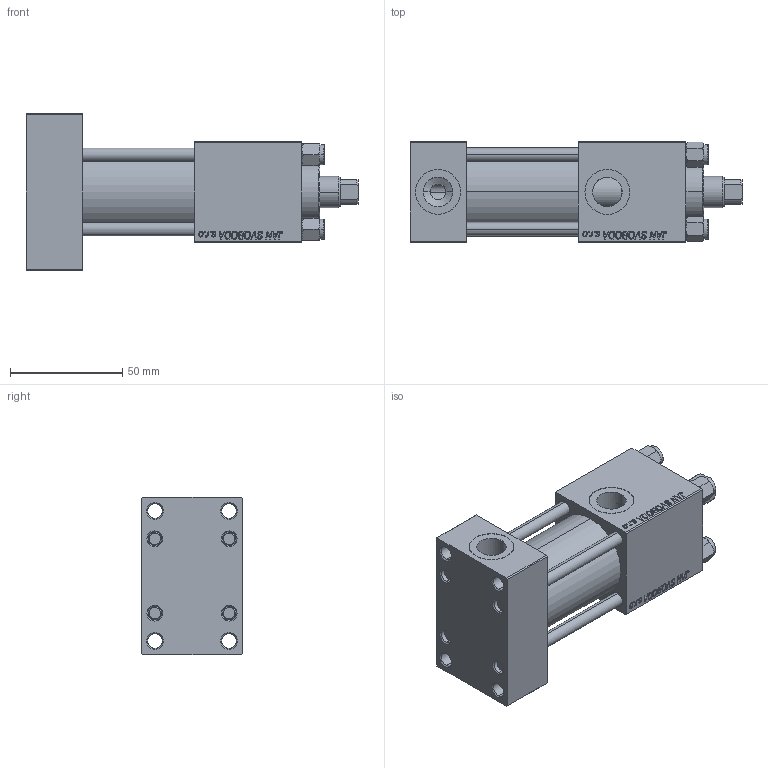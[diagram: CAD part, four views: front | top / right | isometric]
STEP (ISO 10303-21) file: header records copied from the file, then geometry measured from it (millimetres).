
FILE_DESCRIPTION (( 'STEP AP203' ), '1' );
FILE_NAME ('4e58.STEP', '2023-08-22T23:05:52', ( '' ), ( '' ), 'SwSTEP 2.0', 'SolidWorks 2019', '' );
FILE_SCHEMA (( 'CONFIG_CONTROL_DESIGN' ));
Length unit declared in the file: millimetre
Products named in the file (6): V215CR_TYCINKA_E f742bcb6af2dc29ba7272a02d02f4f7a; NUT_M5_E f742bcb6af2dc29ba7272a02d02f4f7a; 4e58; V215_VC_A f742bcb6af2dc29ba7272a02d02f4f7a; V215CR_VCP_E f742bcb6af2dc29ba7272a02d02f4f7a; V215CR_E_Body f742bcb6af2dc29ba7272a02d02f4f7a
Assembly tree (11 placements, depth 2):
  4e58
    V215CR_E_Body f742bcb6af2dc29ba7272a02d02f4f7a
    V215CR_VCP_E f742bcb6af2dc29ba7272a02d02f4f7a
    V215CR_TYCINKA_E f742bcb6af2dc29ba7272a02d02f4f7a  x4
    NUT_M5_E f742bcb6af2dc29ba7272a02d02f4f7a  x4
    V215_VC_A f742bcb6af2dc29ba7272a02d02f4f7a
Bounding box: 148 x 45 x 70 mm (x, y, z)
Volume: 219672.4 mm3; surface area: 76346.8 mm2
Topology: 11 solids, 11 shells, 1135 faces, 2859 edges, 1849 vertices
Faces by surface type: plane 497, bspline 392, cone 152, cylinder 86, torus 8
Entity records: 49979 total; most frequent: CARTESIAN_POINT 27064, ORIENTED_EDGE 5210, DIRECTION 3271, EDGE_CURVE 2605, VERTEX_POINT 1705, VECTOR 1559, LINE 1559, EDGE_LOOP 1146
